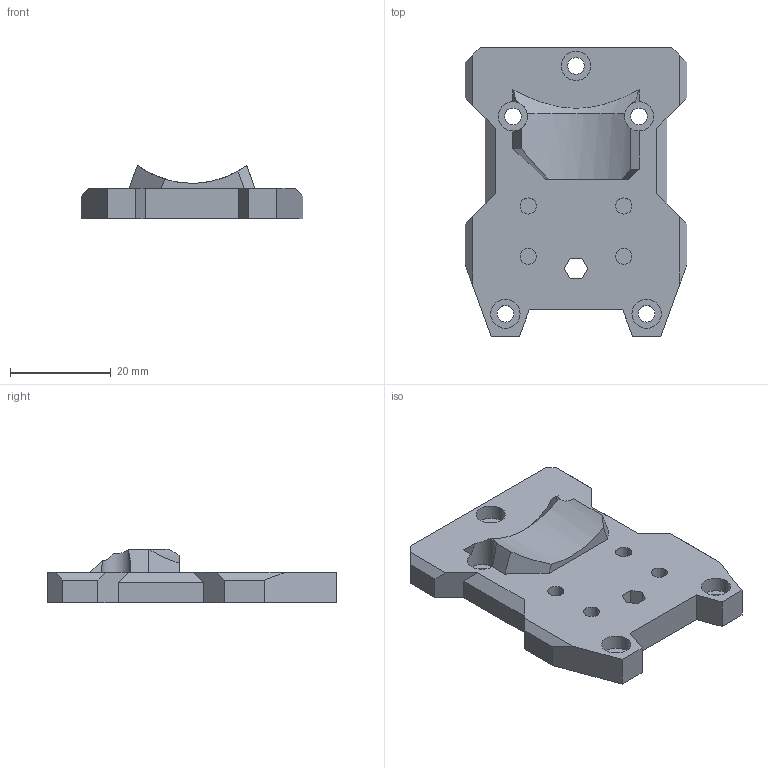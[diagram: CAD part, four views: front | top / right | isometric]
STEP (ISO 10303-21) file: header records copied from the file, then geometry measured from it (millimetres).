
FILE_DESCRIPTION(/* description */ (''),/* implementation_level */ '2;1');
FILE_NAME(/* name */ 'drive_lgx_lite.step',/* time_stamp */ '2022-06-27T14:15:07+01:00',/* author */ (''),/* organization */ (''),/* preprocessor_version */ 'ST-DEVELOPER v19',/* originating_system */ 'Autodesk Translation Framework v11.7.0.108',/* authorisation */ '');
FILE_SCHEMA (('AUTOMOTIVE_DESIGN { 1 0 10303 214 3 1 1 }'));
Length unit declared in the file: millimetre
Products named in the file (1): drive_lgx_lite
Bounding box: 44 x 57.3 x 10.6 mm (x, y, z)
Volume: 12461.7 mm3; surface area: 6364 mm2
Topology: 1 solids, 1 shells, 89 faces, 210 edges, 135 vertices
Faces by surface type: plane 60, cylinder 19, cone 10
Full cylindrical faces by diameter (mm): 3.2 x4, 3.3 x5, 5.8 x9
Entity records: 2624 total; most frequent: CARTESIAN_POINT 483, DIRECTION 436, ORIENTED_EDGE 420, EDGE_CURVE 210, LINE 148, VECTOR 148, AXIS2_PLACEMENT_3D 144, VERTEX_POINT 135
